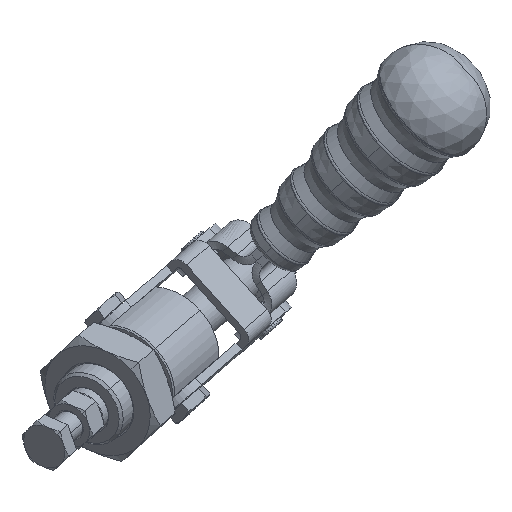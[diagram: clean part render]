
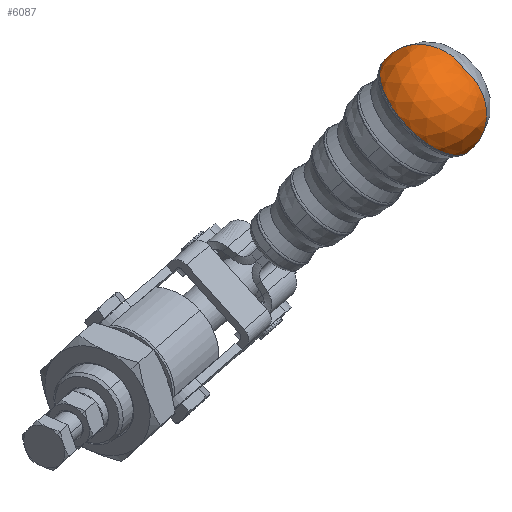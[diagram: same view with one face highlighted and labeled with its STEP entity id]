
A CAD part, left-side view. The second image highlights one B-rep face of the part: STEP entity #6087.
In plain terms, the highlighted free-form (B-spline) face has degree [2, 2] with [7, 9] control points.
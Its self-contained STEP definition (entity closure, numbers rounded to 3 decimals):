
#4735=CARTESIAN_POINT('',(39.786,-52.582,98.993));
#4736=VERTEX_POINT('',#4735);
#4737=CARTESIAN_POINT('',(30.424,-79.544,95.474));
#4738=VERTEX_POINT('',#4737);
#4739=CARTESIAN_POINT('',(38.507,-65.903,86.954));
#4740=DIRECTION('',(0.892,-0.347,0.29));
#4741=DIRECTION('',(0.019,0.669,0.743));
#4742=AXIS2_PLACEMENT_3D('',#4739,#4740,#4741);
#4743=CIRCLE('',#4742,18.);
#4744=EDGE_CURVE('',#4736,#4738,#4743,.T.);
#4746=CARTESIAN_POINT('',(38.99,-80.441,68.036));
#4747=VERTEX_POINT('',#4746);
#4748=CARTESIAN_POINT('',(38.395,-69.845,82.574));
#4749=DIRECTION('',(0.892,-0.347,0.29));
#4750=DIRECTION('',(-0.019,-0.669,-0.743));
#4751=AXIS2_PLACEMENT_3D('',#4748,#4749,#4750);
#4752=CIRCLE('',#4751,18.);
#4753=EDGE_CURVE('',#4738,#4747,#4752,.T.);
#4779=CARTESIAN_POINT('',(20.814,-59.275,77.479));
#4780=VERTEX_POINT('',#4779);
#4789=CARTESIAN_POINT('',(39.388,-66.511,83.514));
#4790=DIRECTION('',(0.452,0.657,-0.603));
#4791=DIRECTION('',(-0.892,0.347,-0.29));
#4792=AXIS2_PLACEMENT_3D('',#4789,#4790,#4791);
#4793=CIRCLE('',#4792,20.827);
#4794=EDGE_CURVE('',#4780,#4736,#4793,.T.);
#6000=CARTESIAN_POINT('',(39.388,-66.511,83.514));
#6001=DIRECTION('',(0.452,0.657,-0.603));
#6002=DIRECTION('',(-0.892,0.347,-0.29));
#6003=AXIS2_PLACEMENT_3D('',#6000,#6001,#6002);
#6004=CIRCLE('',#6003,20.827);
#6005=EDGE_CURVE('',#4747,#4780,#6004,.T.);
#6010=CARTESIAN_POINT('',(30.424,-79.544,95.474));
#6011=CARTESIAN_POINT('',(29.776,-73.054,105.25));
#6012=CARTESIAN_POINT('',(34.347,-62.29,104.09));
#6013=CARTESIAN_POINT('',(38.918,-51.525,102.93));
#6014=CARTESIAN_POINT('',(43.243,-49.355,92.221));
#6015=CARTESIAN_POINT('',(47.569,-47.184,81.511));
#6016=CARTESIAN_POINT('',(46.478,-56.203,74.055));
#6017=CARTESIAN_POINT('',(30.424,-79.544,95.474));
#6018=CARTESIAN_POINT('',(19.437,-69.026,101.891));
#6019=CARTESIAN_POINT('',(18.278,-56.029,98.869));
#6020=CARTESIAN_POINT('',(17.119,-43.032,95.847));
#6021=CARTESIAN_POINT('',(27.174,-43.094,86.999));
#6022=CARTESIAN_POINT('',(37.229,-43.156,78.151));
#6023=CARTESIAN_POINT('',(46.478,-56.203,74.055));
#6024=CARTESIAN_POINT('',(30.424,-79.544,95.474));
#6025=CARTESIAN_POINT('',(19.215,-76.78,93.275));
#6026=CARTESIAN_POINT('',(17.933,-68.08,85.478));
#6027=CARTESIAN_POINT('',(16.652,-59.38,77.681));
#6028=CARTESIAN_POINT('',(26.83,-55.145,73.608));
#6029=CARTESIAN_POINT('',(37.008,-50.91,69.535));
#6030=CARTESIAN_POINT('',(46.478,-56.203,74.055));
#6031=CARTESIAN_POINT('',(30.424,-79.544,95.474));
#6032=CARTESIAN_POINT('',(18.994,-84.535,84.658));
#6033=CARTESIAN_POINT('',(17.589,-80.132,72.087));
#6034=CARTESIAN_POINT('',(16.185,-75.729,59.515));
#6035=CARTESIAN_POINT('',(26.485,-67.197,60.217));
#6036=CARTESIAN_POINT('',(36.786,-58.665,60.919));
#6037=CARTESIAN_POINT('',(46.478,-56.203,74.055));
#6038=CARTESIAN_POINT('',(30.424,-79.544,95.474));
#6039=CARTESIAN_POINT('',(29.333,-88.563,88.018));
#6040=CARTESIAN_POINT('',(33.658,-86.393,77.308));
#6041=CARTESIAN_POINT('',(37.984,-84.222,66.598));
#6042=CARTESIAN_POINT('',(42.555,-73.458,65.438));
#6043=CARTESIAN_POINT('',(47.126,-62.693,64.278));
#6044=CARTESIAN_POINT('',(46.478,-56.203,74.055));
#6045=CARTESIAN_POINT('',(30.424,-79.544,95.474));
#6046=CARTESIAN_POINT('',(39.672,-92.591,91.377));
#6047=CARTESIAN_POINT('',(49.728,-92.653,82.529));
#6048=CARTESIAN_POINT('',(59.783,-92.716,73.681));
#6049=CARTESIAN_POINT('',(58.624,-79.718,70.66));
#6050=CARTESIAN_POINT('',(57.465,-66.721,67.638));
#6051=CARTESIAN_POINT('',(46.478,-56.203,74.055));
#6052=CARTESIAN_POINT('',(30.424,-79.544,95.474));
#6053=CARTESIAN_POINT('',(39.894,-84.837,99.994));
#6054=CARTESIAN_POINT('',(50.072,-80.602,95.92));
#6055=CARTESIAN_POINT('',(60.25,-76.367,91.847));
#6056=CARTESIAN_POINT('',(58.968,-67.667,84.051));
#6057=CARTESIAN_POINT('',(57.687,-58.967,76.254));
#6058=CARTESIAN_POINT('',(46.478,-56.203,74.055));
#6059=CARTESIAN_POINT('',(30.424,-79.544,95.474));
#6060=CARTESIAN_POINT('',(40.116,-77.083,108.61));
#6061=CARTESIAN_POINT('',(50.416,-68.55,109.312));
#6062=CARTESIAN_POINT('',(60.717,-60.018,110.013));
#6063=CARTESIAN_POINT('',(59.313,-55.615,97.442));
#6064=CARTESIAN_POINT('',(57.908,-51.213,84.87));
#6065=CARTESIAN_POINT('',(46.478,-56.203,74.055));
#6066=CARTESIAN_POINT('',(30.424,-79.544,95.474));
#6067=CARTESIAN_POINT('',(29.776,-73.054,105.25));
#6068=CARTESIAN_POINT('',(34.347,-62.29,104.09));
#6069=CARTESIAN_POINT('',(38.918,-51.525,102.93));
#6070=CARTESIAN_POINT('',(43.243,-49.355,92.221));
#6071=CARTESIAN_POINT('',(47.569,-47.184,81.511));
#6072=CARTESIAN_POINT('',(46.478,-56.203,74.055));
#6080=(BOUNDED_SURFACE()B_SPLINE_SURFACE(2,2,((#6010,#6017,#6024,#6031,#6038,#6045,#6052,#6059,#6066),(#6011,#6018,#6025,#6032,#6039,#6046,#6053,#6060,#6067),(#6012,#6019,#6026,#6033,#6040,#6047,#6054,#6061,#6068),(#6013,#6020,#6027,#6034,#6041,#6048,#6055,#6062,#6069),(#6014,#6021,#6028,#6035,#6042,#6049,#6056,#6063,#6070),(#6015,#6022,#6029,#6036,#6043,#6050,#6057,#6064,#6071),(#6016,#6023,#6030,#6037,#6044,#6051,#6058,#6065,#6072)),.UNSPECIFIED.,.F.,.T.,.U.)B_SPLINE_SURFACE_WITH_KNOTS((3,2,2,3),(3,2,2,2,3),(-1.735,-0.578,0.578,1.735),(0.0,1.571,3.142,4.712,6.283),.UNSPECIFIED.)GEOMETRIC_REPRESENTATION_ITEM()RATIONAL_B_SPLINE_SURFACE(((1.0,0.707,1.0,0.707,1.0,0.707,1.0,0.707,1.0),(0.837,0.592,0.837,0.592,0.837,0.592,0.837,0.592,0.837),(1.0,0.707,1.0,0.707,1.0,0.707,1.0,0.707,1.0),(0.837,0.592,0.837,0.592,0.837,0.592,0.837,0.592,0.837),(1.0,0.707,1.0,0.707,1.0,0.707,1.0,0.707,1.0),(0.837,0.592,0.837,0.592,0.837,0.592,0.837,0.592,0.837),(1.0,0.707,1.0,0.707,1.0,0.707,1.0,0.707,1.0)))REPRESENTATION_ITEM('')SURFACE());
#6081=ORIENTED_EDGE('',*,*,#4744,.F.);
#6082=ORIENTED_EDGE('',*,*,#4794,.F.);
#6083=ORIENTED_EDGE('',*,*,#6005,.F.);
#6084=ORIENTED_EDGE('',*,*,#4753,.F.);
#6085=EDGE_LOOP('',(#6081,#6082,#6083,#6084));
#6086=FACE_OUTER_BOUND('',#6085,.T.);
#6087=ADVANCED_FACE('',(#6086),#6080,.T.);
